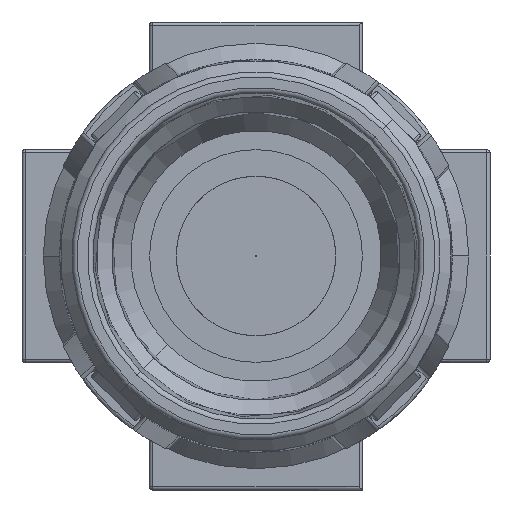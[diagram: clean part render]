
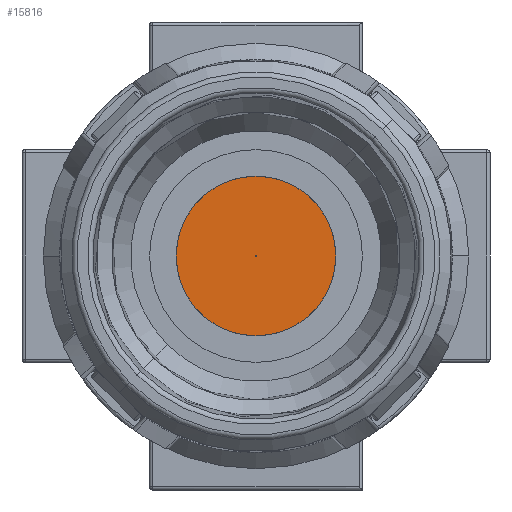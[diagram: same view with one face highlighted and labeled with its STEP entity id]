
A CAD part, front view. The second image highlights one B-rep face of the part: STEP entity #15816.
In plain terms, the highlighted planar face has unit normal (0, -1, 0).
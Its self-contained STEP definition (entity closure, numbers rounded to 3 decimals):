
#6049=CARTESIAN_POINT('',(0.,-78.9,0.));
#6050=DIRECTION('',(0.,-1.,0.));
#6051=DIRECTION('',(1.,0.,0.));
#6052=AXIS2_PLACEMENT_3D('',#6049,#6050,#6051);
#6054=CARTESIAN_POINT('',(0.,-78.9,0.));
#6055=DIRECTION('',(0.,-1.,0.));
#6056=DIRECTION('',(-1.,0.,0.));
#6057=AXIS2_PLACEMENT_3D('',#6054,#6055,#6056);
#6059=CARTESIAN_POINT('',(0.,-78.9,0.));
#6060=DIRECTION('',(0.,1.,0.));
#6061=DIRECTION('',(-1.,0.,0.));
#6062=AXIS2_PLACEMENT_3D('',#6059,#6060,#6061);
#6068=CARTESIAN_POINT('',(0.,-78.9,0.));
#6069=DIRECTION('',(0.,1.,0.));
#6070=DIRECTION('',(1.,0.,0.));
#6071=AXIS2_PLACEMENT_3D('',#6068,#6069,#6070);
#8867=CARTESIAN_POINT('',(7.5,-78.9,0.));
#8868=CARTESIAN_POINT('',(-7.5,-78.9,0.));
#8869=VERTEX_POINT('',#8867);
#8870=VERTEX_POINT('',#8868);
#8875=CARTESIAN_POINT('',(-0.026,-78.9,0.));
#8876=CARTESIAN_POINT('',(0.026,-78.9,0.));
#8877=VERTEX_POINT('',#8875);
#8878=VERTEX_POINT('',#8876);
#15801=CARTESIAN_POINT('',(0.,-78.9,0.));
#15802=DIRECTION('',(0.,-1.,0.));
#15803=DIRECTION('',(1.,0.,0.));
#15804=AXIS2_PLACEMENT_3D('',#15801,#15802,#15803);
#15805=PLANE('',#15804);
#15806=ORIENTED_EDGE('',*,*,#15781,.F.);
#15807=ORIENTED_EDGE('',*,*,#15795,.F.);
#15808=EDGE_LOOP('',(#15806,#15807));
#15809=FACE_OUTER_BOUND('',#15808,.F.);
#15811=ORIENTED_EDGE('',*,*,#15810,.F.);
#15813=ORIENTED_EDGE('',*,*,#15812,.F.);
#15814=EDGE_LOOP('',(#15811,#15813));
#15815=FACE_BOUND('',#15814,.F.);
#15816=ADVANCED_FACE('',(#15809,#15815),#15805,.T.);
#6053=CIRCLE('',#6052,7.5);
#6058=CIRCLE('',#6057,7.5);
#6063=CIRCLE('',#6062,0.026);
#6072=CIRCLE('',#6071,0.026);
#15781=EDGE_CURVE('',#8869,#8870,#6053,.T.);
#15795=EDGE_CURVE('',#8870,#8869,#6058,.T.);
#15810=EDGE_CURVE('',#8877,#8878,#6063,.T.);
#15812=EDGE_CURVE('',#8878,#8877,#6072,.T.);
